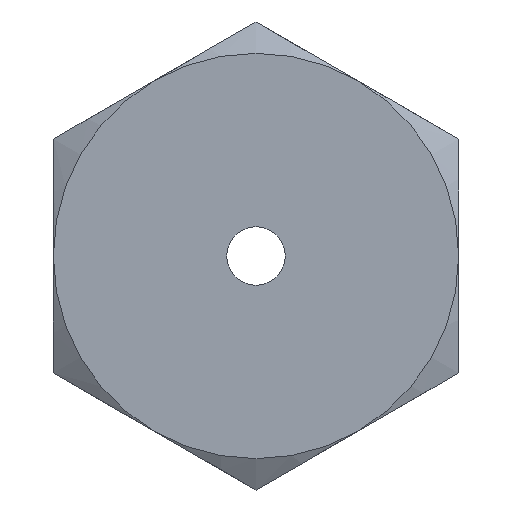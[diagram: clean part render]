
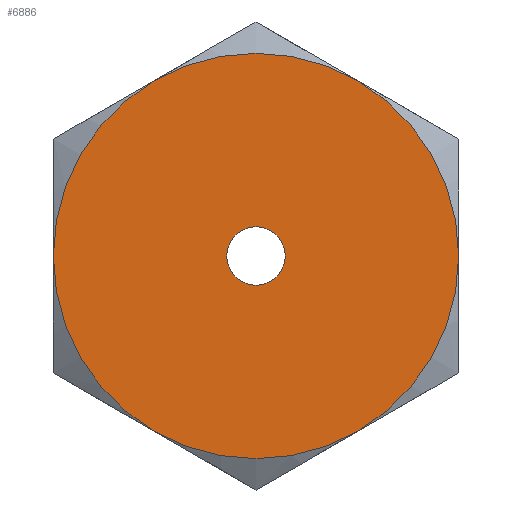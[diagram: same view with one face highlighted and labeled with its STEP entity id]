
A CAD part, left-side view. The second image highlights one B-rep face of the part: STEP entity #6886.
In plain terms, the highlighted planar face has unit normal (-1, 0, 0).
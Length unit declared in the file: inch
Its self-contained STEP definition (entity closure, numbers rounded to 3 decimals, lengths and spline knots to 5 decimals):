
#3215=CARTESIAN_POINT('',(-0.17,0.10925,
-0.18923));
#3230=CARTESIAN_POINT('',(-0.17,0.2185,
0.));
#3259=CARTESIAN_POINT('',(-0.17,0.10925,
0.18923));
#3274=CARTESIAN_POINT('',(-0.17,0.,0.));
#3275=DIRECTION('',(-1.,0.,0.));
#3276=DIRECTION('',(0.,1.,0.));
#3277=AXIS2_PLACEMENT_3D('',#3274,#3275,#3276);
#3279=CARTESIAN_POINT('',(-0.17,0.,0.));
#3280=DIRECTION('',(-1.,0.,0.));
#3281=DIRECTION('',(0.,0.5,0.866));
#3282=AXIS2_PLACEMENT_3D('',#3279,#3280,#3281);
#3284=CARTESIAN_POINT('',(-0.17,0.,0.));
#3285=DIRECTION('',(-1.,0.,0.));
#3286=DIRECTION('',(0.,-0.5,0.866));
#3287=AXIS2_PLACEMENT_3D('',#3284,#3285,#3286);
#3289=CARTESIAN_POINT('',(-0.17,0.,0.));
#3290=DIRECTION('',(-1.,0.,0.));
#3291=DIRECTION('',(0.,-1.,0.));
#3292=AXIS2_PLACEMENT_3D('',#3289,#3290,#3291);
#3294=CARTESIAN_POINT('',(-0.17,0.,0.));
#3295=DIRECTION('',(-1.,0.,0.));
#3296=DIRECTION('',(0.,-0.5,-0.866));
#3297=AXIS2_PLACEMENT_3D('',#3294,#3295,#3296);
#3299=CARTESIAN_POINT('',(-0.17,0.,0.));
#3300=DIRECTION('',(-1.,0.,0.));
#3301=DIRECTION('',(0.,0.5,-0.866));
#3302=AXIS2_PLACEMENT_3D('',#3299,#3300,#3301);
#3304=CARTESIAN_POINT('',(-0.17,0.,0.));
#3305=DIRECTION('',(1.,0.,0.));
#3306=DIRECTION('',(0.,-1.,0.));
#3307=AXIS2_PLACEMENT_3D('',#3304,#3305,#3306);
#3309=CARTESIAN_POINT('',(-0.17,0.,0.));
#3310=DIRECTION('',(1.,0.,0.));
#3311=DIRECTION('',(0.,1.,0.));
#3312=AXIS2_PLACEMENT_3D('',#3309,#3310,#3311);
#3329=CARTESIAN_POINT('',(-0.17,-0.10925,
0.18923));
#3351=CARTESIAN_POINT('',(-0.17,-0.2185,
0.));
#3373=CARTESIAN_POINT('',(-0.17,-0.10925,
-0.18923));
#3533=VERTEX_POINT('',#3215);
#3535=VERTEX_POINT('',#3230);
#3538=VERTEX_POINT('',#3259);
#3540=VERTEX_POINT('',#3329);
#3542=VERTEX_POINT('',#3351);
#3543=VERTEX_POINT('',#3373);
#3548=CARTESIAN_POINT('',(-0.17,-0.0315,0.));
#3549=CARTESIAN_POINT('',(-0.17,0.0315,0.));
#3550=VERTEX_POINT('',#3548);
#3551=VERTEX_POINT('',#3549);
#6867=CARTESIAN_POINT('',(-0.17,0.,0.));
#6868=DIRECTION('',(1.,0.,0.));
#6869=DIRECTION('',(0.,1.,0.));
#6870=AXIS2_PLACEMENT_3D('',#6867,#6868,#6869);
#6871=PLANE('',#6870);
#6872=ORIENTED_EDGE('',*,*,#6765,.F.);
#6873=ORIENTED_EDGE('',*,*,#6835,.F.);
#6874=ORIENTED_EDGE('',*,*,#6848,.F.);
#6875=ORIENTED_EDGE('',*,*,#6862,.F.);
#6876=ORIENTED_EDGE('',*,*,#6792,.F.);
#6877=ORIENTED_EDGE('',*,*,#6776,.F.);
#6878=EDGE_LOOP('',(#6872,#6873,#6874,#6875,#6876,#6877));
#6879=FACE_OUTER_BOUND('',#6878,.F.);
#6881=ORIENTED_EDGE('',*,*,#6880,.F.);
#6883=ORIENTED_EDGE('',*,*,#6882,.F.);
#6884=EDGE_LOOP('',(#6881,#6883));
#6885=FACE_BOUND('',#6884,.F.);
#3278=CIRCLE('',#3277,0.2185);
#3283=CIRCLE('',#3282,0.2185);
#3288=CIRCLE('',#3287,0.2185);
#3293=CIRCLE('',#3292,0.2185);
#3298=CIRCLE('',#3297,0.2185);
#3303=CIRCLE('',#3302,0.2185);
#3308=CIRCLE('',#3307,0.0315);
#3313=CIRCLE('',#3312,0.0315);
#6765=EDGE_CURVE('',#3535,#3533,#3278,.T.);
#6776=EDGE_CURVE('',#3533,#3543,#3303,.T.);
#6792=EDGE_CURVE('',#3543,#3542,#3298,.T.);
#6835=EDGE_CURVE('',#3538,#3535,#3283,.T.);
#6848=EDGE_CURVE('',#3540,#3538,#3288,.T.);
#6862=EDGE_CURVE('',#3542,#3540,#3293,.T.);
#6880=EDGE_CURVE('',#3550,#3551,#3308,.T.);
#6882=EDGE_CURVE('',#3551,#3550,#3313,.T.);
#6886=ADVANCED_FACE('',(#6879,#6885),#6871,.F.);
